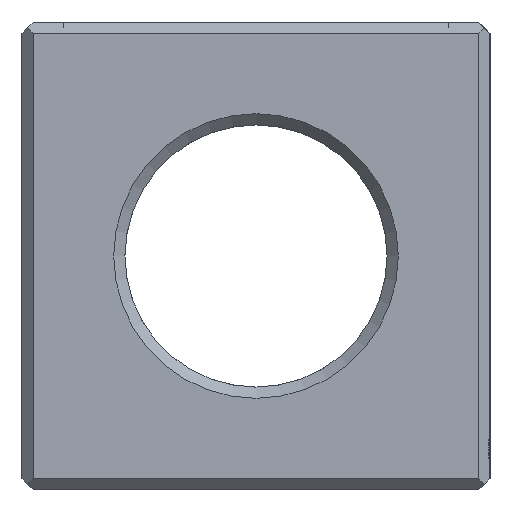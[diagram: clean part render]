
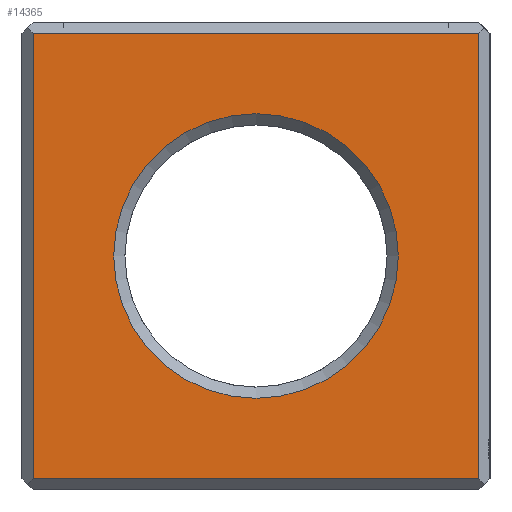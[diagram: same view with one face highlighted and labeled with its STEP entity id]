
A CAD part, left-side view. The second image highlights one B-rep face of the part: STEP entity #14365.
In plain terms, the highlighted planar face has unit normal (-1, 0, 0).
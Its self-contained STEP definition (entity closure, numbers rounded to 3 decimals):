
#72 = PLANE('',#73);
#73 = AXIS2_PLACEMENT_3D('',#74,#75,#76);
#74 = CARTESIAN_POINT('',(0.,0.,0.3));
#75 = DIRECTION('',(-0.707,0.,-0.707));
#76 = DIRECTION('',(0.707,0.,-0.707));
#852 = PLANE('',#853);
#853 = AXIS2_PLACEMENT_3D('',#854,#855,#856);
#854 = CARTESIAN_POINT('',(0.3,12.5,0.));
#855 = DIRECTION('',(0.707,-0.707,0.));
#856 = DIRECTION('',(-0.707,-0.707,0.));
#1083 = PLANE('',#1084);
#1084 = AXIS2_PLACEMENT_3D('',#1085,#1086,#1087);
#1085 = CARTESIAN_POINT('',(0.3,0.,0.));
#1086 = DIRECTION('',(-0.707,-0.707,0.));
#1087 = DIRECTION('',(-0.707,0.707,0.));
#1151 = VERTEX_POINT('',#1152);
#1152 = CARTESIAN_POINT('',(0.,0.3,0.3));
#1173 = EDGE_CURVE('',#1151,#1174,#1176,.T.);
#1174 = VERTEX_POINT('',#1175);
#1175 = CARTESIAN_POINT('',(0.,12.2,0.3));
#1176 = SURFACE_CURVE('',#1177,(#1181,#1188),.PCURVE_S1.);
#1177 = LINE('',#1178,#1179);
#1178 = CARTESIAN_POINT('',(0.,0.,0.3));
#1179 = VECTOR('',#1180,1.);
#1180 = DIRECTION('',(0.,1.,0.));
#1181 = PCURVE('',#72,#1182);
#1182 = DEFINITIONAL_REPRESENTATION('',(#1183),#1187);
#1183 = LINE('',#1184,#1185);
#1184 = CARTESIAN_POINT('',(0.,-0.));
#1185 = VECTOR('',#1186,1.);
#1186 = DIRECTION('',(0.,-1.));
#1187 = ( GEOMETRIC_REPRESENTATION_CONTEXT(2) 
PARAMETRIC_REPRESENTATION_CONTEXT() REPRESENTATION_CONTEXT('2D SPACE',''
  ) );
#1188 = PCURVE('',#1189,#1194);
#1189 = PLANE('',#1190);
#1190 = AXIS2_PLACEMENT_3D('',#1191,#1192,#1193);
#1191 = CARTESIAN_POINT('',(0.,12.5,0.));
#1192 = DIRECTION('',(1.,0.,0.));
#1193 = DIRECTION('',(0.,-1.,0.));
#1194 = DEFINITIONAL_REPRESENTATION('',(#1195),#1199);
#1195 = LINE('',#1196,#1197);
#1196 = CARTESIAN_POINT('',(12.5,-0.3));
#1197 = VECTOR('',#1198,1.);
#1198 = DIRECTION('',(-1.,0.));
#1199 = ( GEOMETRIC_REPRESENTATION_CONTEXT(2) 
PARAMETRIC_REPRESENTATION_CONTEXT() REPRESENTATION_CONTEXT('2D SPACE',''
  ) );
#3040 = VERTEX_POINT('',#3041);
#3041 = CARTESIAN_POINT('',(0.,12.2,12.2));
#3055 = PLANE('',#3056);
#3056 = AXIS2_PLACEMENT_3D('',#3057,#3058,#3059);
#3057 = CARTESIAN_POINT('',(0.3,0.,12.5));
#3058 = DIRECTION('',(-0.707,0.,0.707));
#3059 = DIRECTION('',(-0.707,0.,-0.707));
#3067 = EDGE_CURVE('',#1174,#3040,#3068,.T.);
#3068 = SURFACE_CURVE('',#3069,(#3073,#3080),.PCURVE_S1.);
#3069 = LINE('',#3070,#3071);
#3070 = CARTESIAN_POINT('',(0.,12.2,0.));
#3071 = VECTOR('',#3072,1.);
#3072 = DIRECTION('',(0.,0.,1.));
#3073 = PCURVE('',#852,#3074);
#3074 = DEFINITIONAL_REPRESENTATION('',(#3075),#3079);
#3075 = LINE('',#3076,#3077);
#3076 = CARTESIAN_POINT('',(0.424,0.));
#3077 = VECTOR('',#3078,1.);
#3078 = DIRECTION('',(0.,-1.));
#3079 = ( GEOMETRIC_REPRESENTATION_CONTEXT(2) 
PARAMETRIC_REPRESENTATION_CONTEXT() REPRESENTATION_CONTEXT('2D SPACE',''
  ) );
#3080 = PCURVE('',#1189,#3081);
#3081 = DEFINITIONAL_REPRESENTATION('',(#3082),#3086);
#3082 = LINE('',#3083,#3084);
#3083 = CARTESIAN_POINT('',(0.3,0.));
#3084 = VECTOR('',#3085,1.);
#3085 = DIRECTION('',(0.,-1.));
#3086 = ( GEOMETRIC_REPRESENTATION_CONTEXT(2) 
PARAMETRIC_REPRESENTATION_CONTEXT() REPRESENTATION_CONTEXT('2D SPACE',''
  ) );
#14322 = VERTEX_POINT('',#14323);
#14323 = CARTESIAN_POINT('',(0.,0.3,12.2));
#14344 = EDGE_CURVE('',#1151,#14322,#14345,.T.);
#14345 = SURFACE_CURVE('',#14346,(#14350,#14357),.PCURVE_S1.);
#14346 = LINE('',#14347,#14348);
#14347 = CARTESIAN_POINT('',(0.,0.3,0.));
#14348 = VECTOR('',#14349,1.);
#14349 = DIRECTION('',(0.,0.,1.));
#14350 = PCURVE('',#1083,#14351);
#14351 = DEFINITIONAL_REPRESENTATION('',(#14352),#14356);
#14352 = LINE('',#14353,#14354);
#14353 = CARTESIAN_POINT('',(0.424,0.));
#14354 = VECTOR('',#14355,1.);
#14355 = DIRECTION('',(0.,-1.));
#14356 = ( GEOMETRIC_REPRESENTATION_CONTEXT(2) 
PARAMETRIC_REPRESENTATION_CONTEXT() REPRESENTATION_CONTEXT('2D SPACE',''
  ) );
#14357 = PCURVE('',#1189,#14358);
#14358 = DEFINITIONAL_REPRESENTATION('',(#14359),#14363);
#14359 = LINE('',#14360,#14361);
#14360 = CARTESIAN_POINT('',(12.2,0.));
#14361 = VECTOR('',#14362,1.);
#14362 = DIRECTION('',(0.,-1.));
#14363 = ( GEOMETRIC_REPRESENTATION_CONTEXT(2) 
PARAMETRIC_REPRESENTATION_CONTEXT() REPRESENTATION_CONTEXT('2D SPACE',''
  ) );
#14365 = ADVANCED_FACE('',(#14366,#14392),#1189,.F.);
#14366 = FACE_BOUND('',#14367,.F.);
#14367 = EDGE_LOOP('',(#14368,#14369,#14370,#14371));
#14368 = ORIENTED_EDGE('',*,*,#14344,.F.);
#14369 = ORIENTED_EDGE('',*,*,#1173,.T.);
#14370 = ORIENTED_EDGE('',*,*,#3067,.T.);
#14371 = ORIENTED_EDGE('',*,*,#14372,.F.);
#14372 = EDGE_CURVE('',#14322,#3040,#14373,.T.);
#14373 = SURFACE_CURVE('',#14374,(#14378,#14385),.PCURVE_S1.);
#14374 = LINE('',#14375,#14376);
#14375 = CARTESIAN_POINT('',(0.,0.,12.2));
#14376 = VECTOR('',#14377,1.);
#14377 = DIRECTION('',(0.,1.,0.));
#14378 = PCURVE('',#1189,#14379);
#14379 = DEFINITIONAL_REPRESENTATION('',(#14380),#14384);
#14380 = LINE('',#14381,#14382);
#14381 = CARTESIAN_POINT('',(12.5,-12.2));
#14382 = VECTOR('',#14383,1.);
#14383 = DIRECTION('',(-1.,0.));
#14384 = ( GEOMETRIC_REPRESENTATION_CONTEXT(2) 
PARAMETRIC_REPRESENTATION_CONTEXT() REPRESENTATION_CONTEXT('2D SPACE',''
  ) );
#14385 = PCURVE('',#3055,#14386);
#14386 = DEFINITIONAL_REPRESENTATION('',(#14387),#14391);
#14387 = LINE('',#14388,#14389);
#14388 = CARTESIAN_POINT('',(0.424,0.));
#14389 = VECTOR('',#14390,1.);
#14390 = DIRECTION('',(0.,-1.));
#14391 = ( GEOMETRIC_REPRESENTATION_CONTEXT(2) 
PARAMETRIC_REPRESENTATION_CONTEXT() REPRESENTATION_CONTEXT('2D SPACE',''
  ) );
#14392 = FACE_BOUND('',#14393,.F.);
#14393 = EDGE_LOOP('',(#14394));
#14394 = ORIENTED_EDGE('',*,*,#14395,.T.);
#14395 = EDGE_CURVE('',#14396,#14396,#14398,.T.);
#14396 = VERTEX_POINT('',#14397);
#14397 = CARTESIAN_POINT('',(0.,2.45,6.25));
#14398 = SURFACE_CURVE('',#14399,(#14404,#14415),.PCURVE_S1.);
#14399 = CIRCLE('',#14400,3.8);
#14400 = AXIS2_PLACEMENT_3D('',#14401,#14402,#14403);
#14401 = CARTESIAN_POINT('',(0.,6.25,6.25));
#14402 = DIRECTION('',(-1.,0.,0.));
#14403 = DIRECTION('',(0.,-1.,0.));
#14404 = PCURVE('',#1189,#14405);
#14405 = DEFINITIONAL_REPRESENTATION('',(#14406),#14414);
#14406 = ( BOUNDED_CURVE() B_SPLINE_CURVE(2,(#14407,#14408,#14409,#14410
    ,#14411,#14412,#14413),.UNSPECIFIED.,.T.,.F.) 
B_SPLINE_CURVE_WITH_KNOTS((1,2,2,2,2,1),(-2.094,0.,
    2.094,4.189,6.283,8.378),
.UNSPECIFIED.) CURVE() GEOMETRIC_REPRESENTATION_ITEM() 
RATIONAL_B_SPLINE_CURVE((1.,0.5,1.,0.5,1.,0.5,1.)) REPRESENTATION_ITEM(
  '') );
#14407 = CARTESIAN_POINT('',(10.05,-6.25));
#14408 = CARTESIAN_POINT('',(10.05,-12.832));
#14409 = CARTESIAN_POINT('',(4.35,-9.541));
#14410 = CARTESIAN_POINT('',(-1.35,-6.25));
#14411 = CARTESIAN_POINT('',(4.35,-2.959));
#14412 = CARTESIAN_POINT('',(10.05,0.332));
#14413 = CARTESIAN_POINT('',(10.05,-6.25));
#14414 = ( GEOMETRIC_REPRESENTATION_CONTEXT(2) 
PARAMETRIC_REPRESENTATION_CONTEXT() REPRESENTATION_CONTEXT('2D SPACE',''
  ) );
#14415 = PCURVE('',#14416,#14421);
#14416 = CONICAL_SURFACE('',#14417,3.5,0.785);
#14417 = AXIS2_PLACEMENT_3D('',#14418,#14419,#14420);
#14418 = CARTESIAN_POINT('',(0.3,6.25,6.25));
#14419 = DIRECTION('',(-1.,-0.,-0.));
#14420 = DIRECTION('',(0.,-1.,0.));
#14421 = DEFINITIONAL_REPRESENTATION('',(#14422),#14426);
#14422 = LINE('',#14423,#14424);
#14423 = CARTESIAN_POINT('',(-0.,0.3));
#14424 = VECTOR('',#14425,1.);
#14425 = DIRECTION('',(1.,-0.));
#14426 = ( GEOMETRIC_REPRESENTATION_CONTEXT(2) 
PARAMETRIC_REPRESENTATION_CONTEXT() REPRESENTATION_CONTEXT('2D SPACE',''
  ) );
